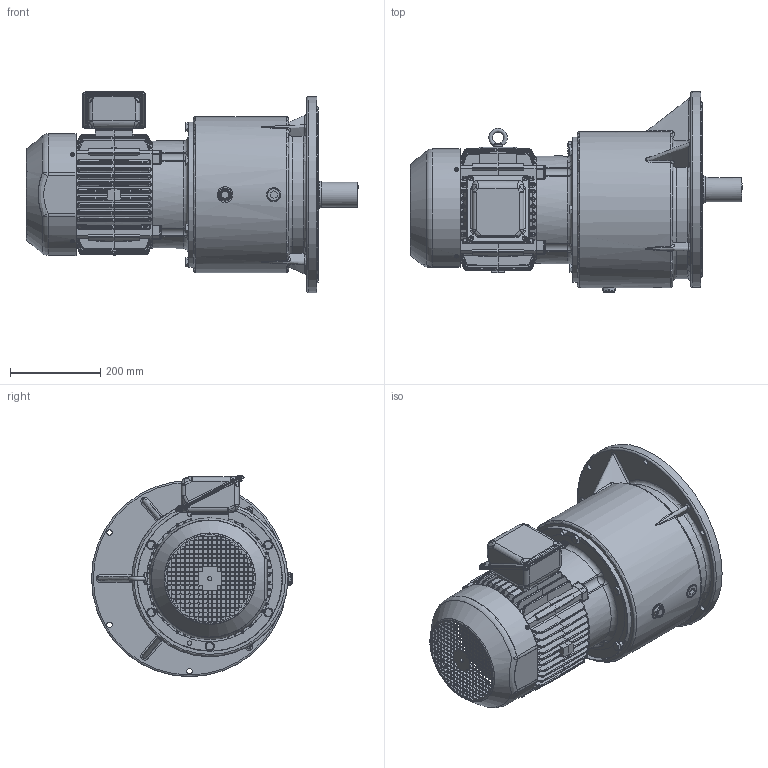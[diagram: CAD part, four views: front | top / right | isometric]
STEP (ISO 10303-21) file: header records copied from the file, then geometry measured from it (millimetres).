
FILE_DESCRIPTION (( 'STEP AP214' ), '1' );
FILE_NAME ('EK2DO07186H001_F_5.5_kW_R30.stp', '2022-06-24T02:54:42', ( 'Windows 餌辨濠' ), ( '' ), 'SwSTEP 2.0', 'SolidWorks 2021', '' );
FILE_SCHEMA (( 'AUTOMOTIVE_DESIGN' ));
Length unit declared in the file: millimetre
Products named in the file (1): EK2DO07186H001_F_5.5_kW_R30
Bounding box: 736.6 x 446 x 446.92 mm (x, y, z)
Volume: 39090878.6 mm3; surface area: 2000928.9 mm2
Topology: 39 solids, 39 shells, 5014 faces, 13416 edges, 8553 vertices
Faces by surface type: plane 2047, cylinder 1852, bspline 753, cone 217, torus 121, sphere 24
Full cylindrical faces by diameter (mm): 1.5 x1, 2.6 x4, 3 x1, 4 x2, 4.917 x8, 5 x8, 6 x4, 6.647 x32, 6.8 x2, 7 x12, 7.7 x1, 8 x28, 8.376 x14, 9 x11, 10 x15, 10.5 x4, 11.6 x10, 12 x12, 16 x1, 18 x1, 20 x7, 20.376 x2, 22 x2, 26 x1, 27 x1, 28 x1, 35 x1, 42 x1, 55 x2, 60 x1
Entity records: 186567 total; most frequent: CARTESIAN_POINT 66840, ORIENTED_EDGE 25830, DIRECTION 23079, EDGE_CURVE 12915, VERTEX_POINT 8387, AXIS2_PLACEMENT_3D 8175, LINE 6729, VECTOR 6729
